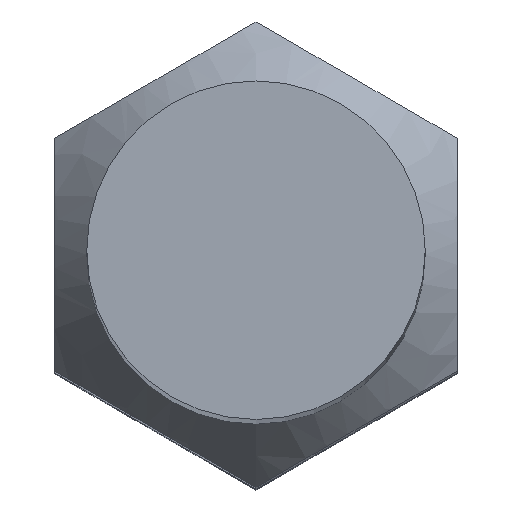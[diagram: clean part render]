
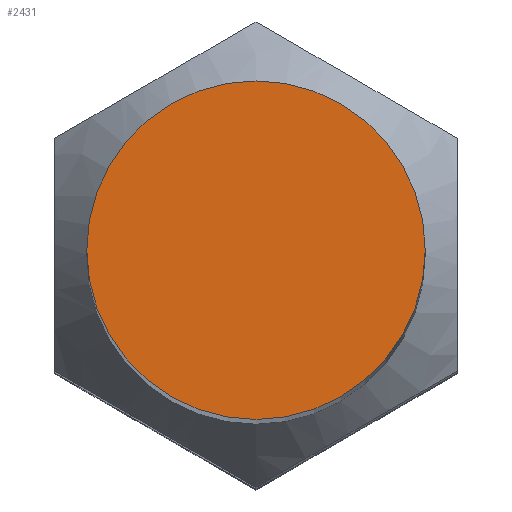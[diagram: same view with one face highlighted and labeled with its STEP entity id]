
A CAD part, top view. The second image highlights one B-rep face of the part: STEP entity #2431.
In plain terms, the highlighted planar face has unit normal (0, 0, 1).
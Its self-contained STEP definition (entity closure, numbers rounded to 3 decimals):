
#31=CIRCLE('',#2515,2.667);
#215=FACE_OUTER_BOUND('',#346,.T.);
#346=EDGE_LOOP('',(#2069));
#1138=VERTEX_POINT('',#4560);
#1484=EDGE_CURVE('',#1138,#1138,#31,.T.);
#2069=ORIENTED_EDGE('',*,*,#1484,.T.);
#2304=PLANE('',#2518);
#2431=ADVANCED_FACE('',(#215),#2304,.F.);
#2515=AXIS2_PLACEMENT_3D('',#4561,#2841,#2842);
#2518=AXIS2_PLACEMENT_3D('',#4567,#2848,#2849);
#2841=DIRECTION('center_axis',(0.,0.,1.));
#2842=DIRECTION('ref_axis',(-1.,0.,0.));
#2848=DIRECTION('center_axis',(0.,0.,-1.));
#2849=DIRECTION('ref_axis',(-1.,0.,0.));
#4560=CARTESIAN_POINT('',(2.667,0.,65.));
#4561=CARTESIAN_POINT('Origin',(0.,0.,65.));
#4567=CARTESIAN_POINT('Origin',(0.,0.,65.));
